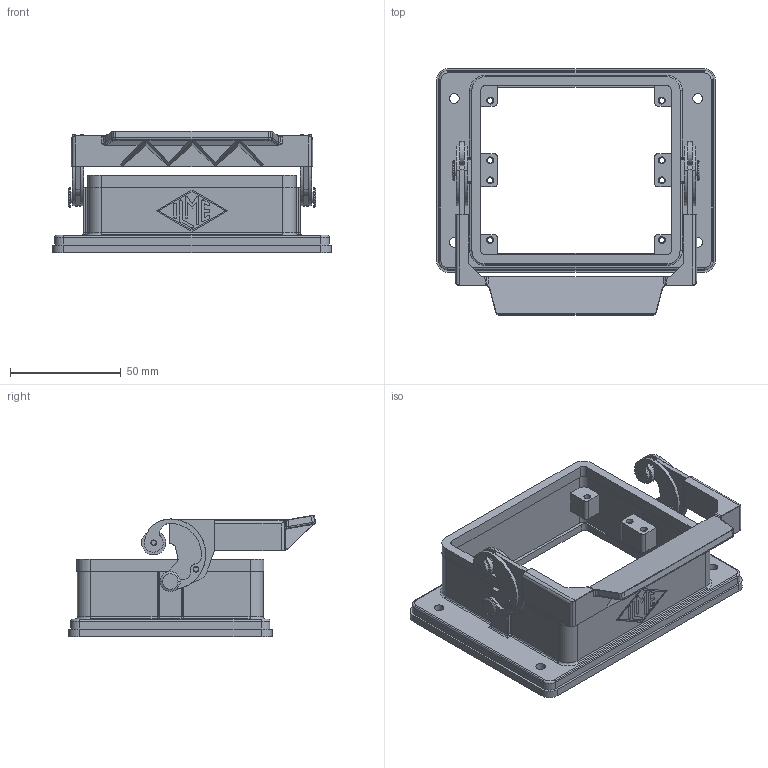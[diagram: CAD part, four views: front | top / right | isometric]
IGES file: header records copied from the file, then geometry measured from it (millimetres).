
Global section: file name: No Iges File Name specified; native system: AutoDesk Inventor R6.1; preprocessor: AutoDesk Inventor Iges Exporter R6.1; author: No Author specified; organization: No Organization specified; date: 20061219.130253; units: millimetre
Bounding box: 126 x 111.59 x 54.98 mm (x, y, z)
Volume: 91823.2 mm3; surface area: 52663.9 mm2
Topology: 4 solids, 4 shells, 542 faces, 1413 edges, 906 vertices
Faces by surface type: bspline 180, plane 166, revolution 96, cylinder 82, torus 14, cone 4
